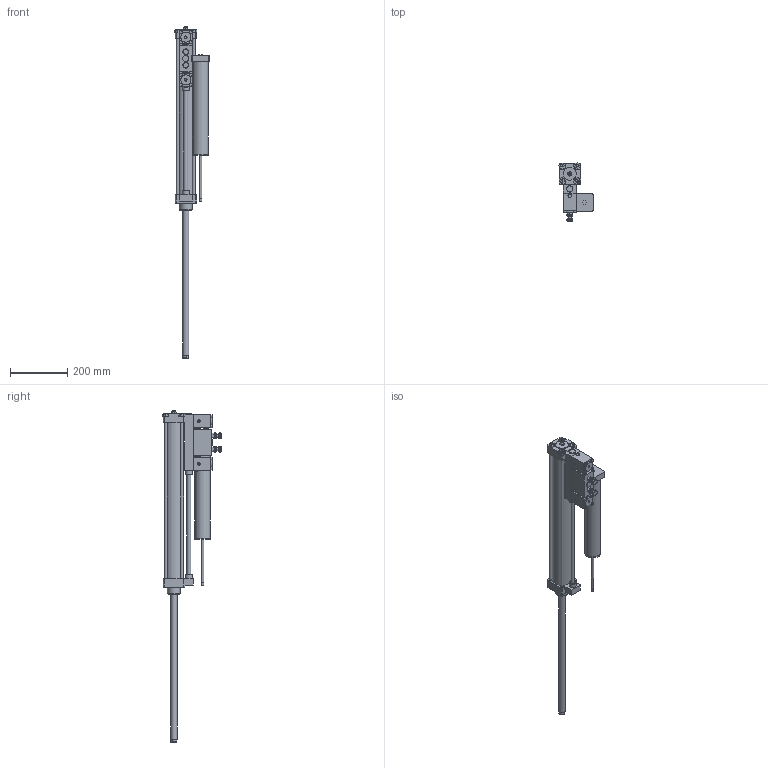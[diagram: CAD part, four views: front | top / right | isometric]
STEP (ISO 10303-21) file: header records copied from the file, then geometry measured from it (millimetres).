
FILE_DESCRIPTION((''),'2;1');
FILE_NAME('1400_63_0500_03_05.iam.stp','2009-04-23T12:11:34',(''),(''),'Autodesk Inventor 2009','Autodesk Inventor 2009','');
FILE_SCHEMA(('AUTOMOTIVE_DESIGN { 1 0 10303 214 1 1 1 1 }'));
Length unit declared in the file: millimetre
Products named in the file (9): 1400_63_0500_03_05; 1400630500; STELO 63 C500; VAL ST NA 63; REGOLATORE 63 DR1; REGOLATORE 63 DR2; BASE DOPPIO STOP 63; CORPO DR 63 DSTOP C500; VAL ST NA 63 SX
Assembly tree (8 placements, depth 2):
  1400_63_0500_03_05
    1400630500
    STELO 63 C500
    VAL ST NA 63
    REGOLATORE 63 DR1
    REGOLATORE 63 DR2
    BASE DOPPIO STOP 63
    CORPO DR 63 DSTOP C500
    VAL ST NA 63 SX
Bounding box: 119.56 x 202.56 x 1159 mm (x, y, z)
Volume: 4514702.6 mm3; surface area: 465569.6 mm2
Topology: 8 solids, 8 shells, 328 faces, 737 edges, 473 vertices
Faces by surface type: plane 202, cylinder 58, bspline 37, cone 31
Full cylindrical faces by diameter (mm): 2 x3, 8 x2, 9 x2, 10 x14, 14 x3, 16 x2, 20 x4, 21.7 x1, 22 x5, 24 x3, 35 x2, 45 x2, 54.9 x1, 55 x1, 68 x1
Entity records: 9425 total; most frequent: CARTESIAN_POINT 2048, DIRECTION 1404, ORIENTED_EDGE 1270, EDGE_CURVE 635, AXIS2_PLACEMENT_3D 523, EDGE_LOOP 470, VERTEX_POINT 457, VECTOR 358
